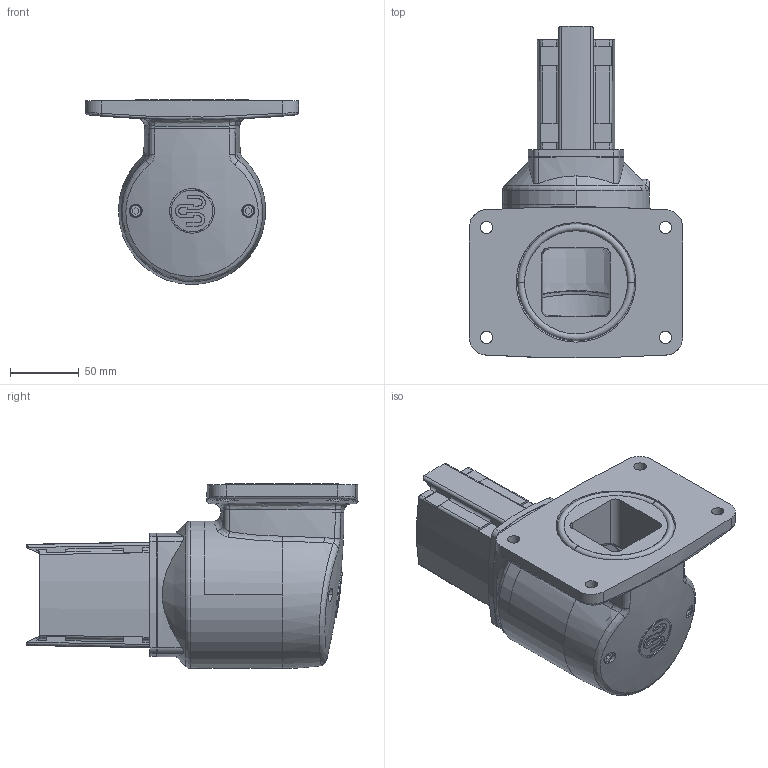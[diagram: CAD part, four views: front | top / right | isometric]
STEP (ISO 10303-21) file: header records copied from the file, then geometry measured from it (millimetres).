
FILE_DESCRIPTION((''),'2;1');
FILE_NAME('1015300006','2009-06-29T',('B-R.Larm'),(''),'PRO/ENGINEER BY PARAMETRIC TECHNOLOGY CORPORATION, 2005070','PRO/ENGINEER BY PARAMETRIC TECHNOLOGY CORPORATION, 2005070','');
FILE_SCHEMA(('AUTOMOTIVE_DESIGN_CC2 { 1 2 10303 214 -1 1 5 2 }'));
Length unit declared in the file: millimetre
Products named in the file (1): 1015300006
Bounding box: 155 x 241.47 x 134.49 mm (x, y, z)
Volume: 905862.4 mm3; surface area: 241601.5 mm2
Topology: 4 solids, 19 shells, 995 faces, 2539 edges, 1606 vertices
Faces by surface type: cylinder 375, plane 340, cone 106, bspline 74, torus 69, sphere 20, extrusion 7, revolution 4
Entity records: 41667 total; most frequent: CARTESIAN_POINT 12123, ORIENTED_EDGE 5014, DIRECTION 4641, EDGE_CURVE 2531, AXIS2_PLACEMENT_3D 1768, VERTEX_POINT 1606, VECTOR 1101, LINE 1094
